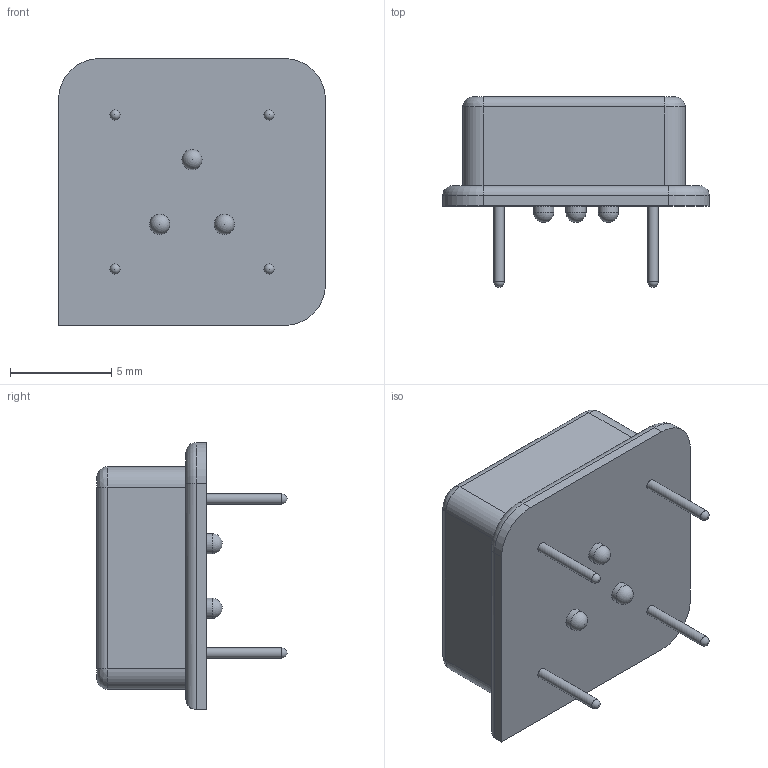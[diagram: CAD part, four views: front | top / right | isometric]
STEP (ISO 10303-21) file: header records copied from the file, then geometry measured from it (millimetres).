
FILE_DESCRIPTION(/* description */ (''),/* implementation_level */ '2;1');
FILE_NAME(/* name */ '8DIP-CrystalOscillator-Model v2.step',/* time_stamp */ '2020-10-23T00:03:59-06:00',/* author */ (''),/* organization */ (''),/* preprocessor_version */ 'ST-DEVELOPER v18.1',/* originating_system */ 'Autodesk Translation Framework v9.3.0.1241',/* authorisation */ '');
FILE_SCHEMA (('AUTOMOTIVE_DESIGN { 1 0 10303 214 3 1 1 }'));
Length unit declared in the file: millimetre
Products named in the file (1): 8DIP-CrystalOscillator-Model
Bounding box: 13.2 x 9.4 x 13.2 mm (x, y, z)
Volume: 700 mm3; surface area: 593.8 mm2
Topology: 4 solids, 4 shells, 50 faces, 117 edges, 73 vertices
Faces by surface type: cylinder 22, plane 14, sphere 7, bspline 4, torus 3
Full cylindrical faces by diameter (mm): 0.5 x4, 1 x3
Entity records: 1463 total; most frequent: DIRECTION 268, CARTESIAN_POINT 266, ORIENTED_EDGE 220, AXIS2_PLACEMENT_3D 111, EDGE_CURVE 110, VERTEX_POINT 73, CIRCLE 63, EDGE_LOOP 55
